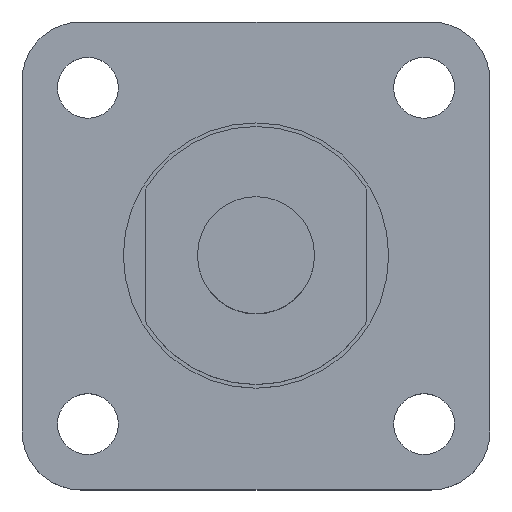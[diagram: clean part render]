
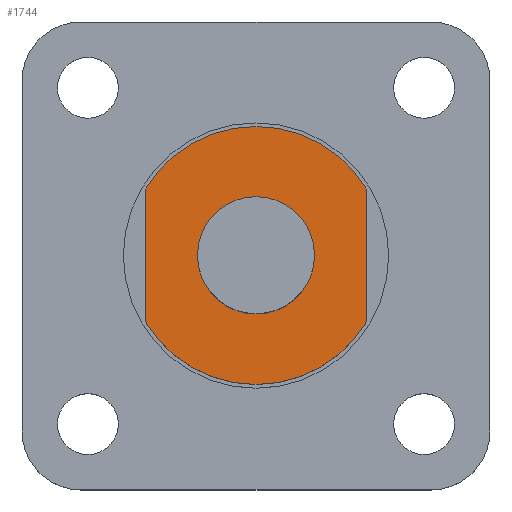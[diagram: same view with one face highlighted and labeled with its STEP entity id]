
A CAD part, top view. The second image highlights one B-rep face of the part: STEP entity #1744.
In plain terms, the highlighted planar face has unit normal (0, 0, 1).
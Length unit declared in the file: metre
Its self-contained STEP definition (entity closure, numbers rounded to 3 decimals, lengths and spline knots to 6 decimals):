
#3 = DIRECTION ( 'NONE',  ( 0., 0., 1. ) ) ;
#73 = VERTEX_POINT ( 'NONE', #1455 ) ;
#91 = EDGE_CURVE ( 'NONE', #879, #1647, #1272, .T. ) ;
#115 = VERTEX_POINT ( 'NONE', #1363 ) ;
#145 = ORIENTED_EDGE ( 'NONE', *, *, #91, .T. ) ;
#213 = AXIS2_PLACEMENT_3D ( 'NONE', #1105, #1425, #1116 ) ;
#225 = VERTEX_POINT ( 'NONE', #1964 ) ;
#239 = CARTESIAN_POINT ( 'NONE',  ( 0., 0., 0.01532 ) ) ;
#331 = LINE ( 'NONE', #1871, #1461 ) ;
#334 = DIRECTION ( 'NONE',  ( 0., 0., -1. ) ) ;
#475 = EDGE_CURVE ( 'NONE', #879, #115, #2543, .T. ) ;
#524 = DIRECTION ( 'NONE',  ( 1., 0., 0. ) ) ;
#610 = CARTESIAN_POINT ( 'NONE',  ( 0., 0., 0.01532 ) ) ;
#854 = DIRECTION ( 'NONE',  ( 1., 0., 0. ) ) ;
#879 = VERTEX_POINT ( 'NONE', #999 ) ;
#943 = ORIENTED_EDGE ( 'NONE', *, *, #475, .F. ) ;
#951 = AXIS2_PLACEMENT_3D ( 'NONE', #239, #1186, #1672 ) ;
#993 = AXIS2_PLACEMENT_3D ( 'NONE', #2175, #3, #524 ) ;
#999 = CARTESIAN_POINT ( 'NONE',  ( 0.006, -0.003606, 0.01532 ) ) ;
#1048 = AXIS2_PLACEMENT_3D ( 'NONE', #1708, #334, #1713 ) ;
#1057 = AXIS2_PLACEMENT_3D ( 'NONE', #610, #2160, #854 ) ;
#1105 = CARTESIAN_POINT ( 'NONE',  ( 0., 0., 0.01532 ) ) ;
#1116 = DIRECTION ( 'NONE',  ( -1., 0., 0. ) ) ;
#1180 = EDGE_CURVE ( 'NONE', #73, #115, #331, .T. ) ;
#1185 = CARTESIAN_POINT ( 'NONE',  ( -0.003175, 0., 0.01532 ) ) ;
#1186 = DIRECTION ( 'NONE',  ( 0., 0., -1. ) ) ;
#1272 = LINE ( 'NONE', #1337, #2717 ) ;
#1274 = EDGE_CURVE ( 'NONE', #73, #1647, #1322, .T. ) ;
#1322 = CIRCLE ( 'NONE', #951, 0.007 ) ;
#1337 = CARTESIAN_POINT ( 'NONE',  ( 0.006, -0.007, 0.01532 ) ) ;
#1339 = ORIENTED_EDGE ( 'NONE', *, *, #1503, .T. ) ;
#1363 = CARTESIAN_POINT ( 'NONE',  ( -0.006, -0.003606, 0.01532 ) ) ;
#1425 = DIRECTION ( 'NONE',  ( 0., 0., -1. ) ) ;
#1429 = CIRCLE ( 'NONE', #1057, 0.003175 ) ;
#1455 = CARTESIAN_POINT ( 'NONE',  ( -0.006, 0.003606, 0.01532 ) ) ;
#1461 = VECTOR ( 'NONE', #1950, 1. ) ;
#1503 = EDGE_CURVE ( 'NONE', #225, #2478, #1992, .T. ) ;
#1523 = FACE_OUTER_BOUND ( 'NONE', #2469, .T. ) ;
#1545 = ORIENTED_EDGE ( 'NONE', *, *, #2796, .T. ) ;
#1647 = VERTEX_POINT ( 'NONE', #2792 ) ;
#1672 = DIRECTION ( 'NONE',  ( -1., 0., 0. ) ) ;
#1708 = CARTESIAN_POINT ( 'NONE',  ( 0., 0., 0.01532 ) ) ;
#1713 = DIRECTION ( 'NONE',  ( 1., 0., 0. ) ) ;
#1744 = ADVANCED_FACE ( 'NONE', ( #2731, #1523 ), #1860, .T. ) ;
#1860 = PLANE ( 'NONE',  #993 ) ;
#1871 = CARTESIAN_POINT ( 'NONE',  ( -0.006, 0.007, 0.01532 ) ) ;
#1950 = DIRECTION ( 'NONE',  ( 0., -1., 0. ) ) ;
#1964 = CARTESIAN_POINT ( 'NONE',  ( 0.003175, 0., 0.01532 ) ) ;
#1992 = CIRCLE ( 'NONE', #1048, 0.003175 ) ;
#2017 = ORIENTED_EDGE ( 'NONE', *, *, #1180, .T. ) ;
#2160 = DIRECTION ( 'NONE',  ( 0., 0., -1. ) ) ;
#2175 = CARTESIAN_POINT ( 'NONE',  ( 0., 0.007, 0.01532 ) ) ;
#2241 = ORIENTED_EDGE ( 'NONE', *, *, #1274, .F. ) ;
#2469 = EDGE_LOOP ( 'NONE', ( #2241, #2017, #943, #145 ) ) ;
#2478 = VERTEX_POINT ( 'NONE', #1185 ) ;
#2515 = EDGE_LOOP ( 'NONE', ( #1545, #1339 ) ) ;
#2543 = CIRCLE ( 'NONE', #213, 0.007 ) ;
#2611 = DIRECTION ( 'NONE',  ( 0., 1., 0. ) ) ;
#2717 = VECTOR ( 'NONE', #2611, 1. ) ;
#2731 = FACE_BOUND ( 'NONE', #2515, .T. ) ;
#2792 = CARTESIAN_POINT ( 'NONE',  ( 0.006, 0.003606, 0.01532 ) ) ;
#2796 = EDGE_CURVE ( 'NONE', #2478, #225, #1429, .T. ) ;
